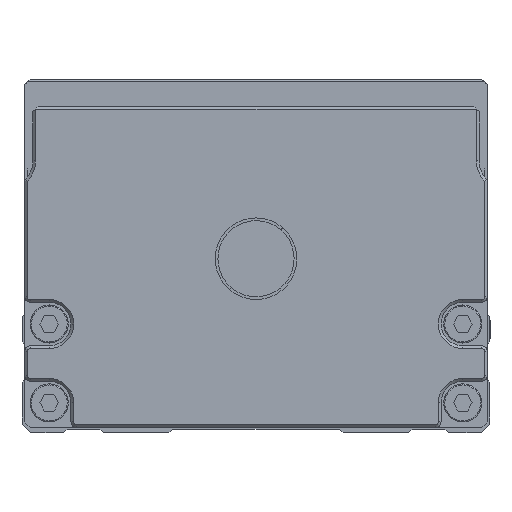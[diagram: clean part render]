
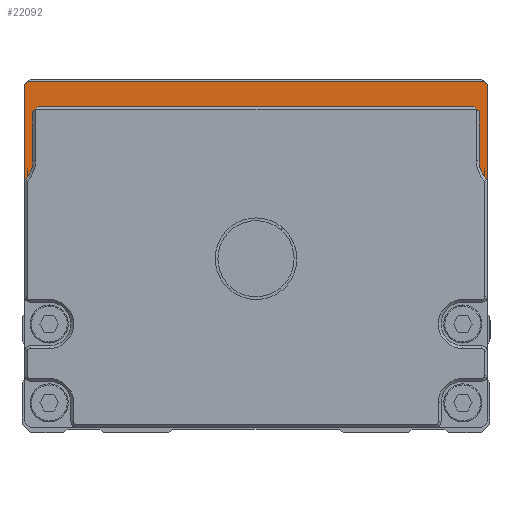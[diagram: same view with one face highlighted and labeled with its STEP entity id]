
A CAD part, left-side view. The second image highlights one B-rep face of the part: STEP entity #22092.
In plain terms, the highlighted planar face has unit normal (-1, 0, 0).
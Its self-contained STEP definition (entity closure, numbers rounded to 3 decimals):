
#882 = VERTEX_POINT ( 'NONE', #17924 ) ;
#1084 = LINE ( 'NONE', #23289, #15843 ) ;
#1220 = CARTESIAN_POINT ( 'NONE',  ( 98.668, 144.098, -108.316 ) ) ;
#1266 = VERTEX_POINT ( 'NONE', #14261 ) ;
#1310 = FACE_OUTER_BOUND ( 'NONE', #13254, .T. ) ;
#1721 = VECTOR ( 'NONE', #25110, 1000. ) ;
#2201 = CARTESIAN_POINT ( 'NONE',  ( 98.668, 144.098, -63.886 ) ) ;
#2244 = CARTESIAN_POINT ( 'NONE',  ( 98.668, 141.598, -50.316 ) ) ;
#2425 = CARTESIAN_POINT ( 'NONE',  ( 98.668, 143.598, -45.816 ) ) ;
#3926 = VERTEX_POINT ( 'NONE', #2244 ) ;
#3988 = CARTESIAN_POINT ( 'NONE',  ( 98.668, 142.598, -51.316 ) ) ;
#4529 = CIRCLE ( 'NONE', #17323, 5. ) ;
#4745 = VERTEX_POINT ( 'NONE', #3988 ) ;
#4952 = DIRECTION ( 'NONE',  ( 0., 0.707, 0.707 ) ) ;
#5361 = CARTESIAN_POINT ( 'NONE',  ( 98.668, 59.098, -46.316 ) ) ;
#5516 = DIRECTION ( 'NONE',  ( -1., 0., 0. ) ) ;
#6037 = VERTEX_POINT ( 'NONE', #21429 ) ;
#7093 = EDGE_CURVE ( 'NONE', #28533, #30037, #1084, .T. ) ;
#8083 = EDGE_CURVE ( 'NONE', #27440, #35380, #26491, .T. ) ;
#8105 = DIRECTION ( 'NONE',  ( 0., -0.707, -0.707 ) ) ;
#8138 = DIRECTION ( 'NONE',  ( -1., 0., 0. ) ) ;
#8382 = CARTESIAN_POINT ( 'NONE',  ( 98.668, 55.598, -60.316 ) ) ;
#8580 = ORIENTED_EDGE ( 'NONE', *, *, #31371, .T. ) ;
#8643 = LINE ( 'NONE', #24628, #13813 ) ;
#8798 = ORIENTED_EDGE ( 'NONE', *, *, #13351, .T. ) ;
#9581 = DIRECTION ( 'NONE',  ( 0., 0., 1. ) ) ;
#9674 = CARTESIAN_POINT ( 'NONE',  ( 98.668, 101.598, -78.316 ) ) ;
#9818 = EDGE_CURVE ( 'NONE', #16119, #13293, #4529, .T. ) ;
#9835 = DIRECTION ( 'NONE',  ( 0., 0., 1. ) ) ;
#10425 = CARTESIAN_POINT ( 'NONE',  ( 98.668, 59.098, -46.316 ) ) ;
#10552 = EDGE_CURVE ( 'NONE', #16119, #28533, #32521, .T. ) ;
#11033 = DIRECTION ( 'NONE',  ( 0., -1., 0. ) ) ;
#11220 = DIRECTION ( 'NONE',  ( 0., -1., 0. ) ) ;
#11234 = LINE ( 'NONE', #24994, #1721 ) ;
#12269 = DIRECTION ( 'NONE',  ( 0., 1., 0. ) ) ;
#12329 = VECTOR ( 'NONE', #25805, 1000. ) ;
#12957 = PLANE ( 'NONE',  #29886 ) ;
#13000 = EDGE_CURVE ( 'NONE', #1266, #882, #22749, .T. ) ;
#13254 = EDGE_LOOP ( 'NONE', ( #8580, #28858, #15325, #21991, #13954, #8798, #19010, #25934, #26317, #13864, #19004, #33816 ) ) ;
#13293 = VERTEX_POINT ( 'NONE', #23263 ) ;
#13351 = EDGE_CURVE ( 'NONE', #4745, #3926, #20941, .T. ) ;
#13702 = CARTESIAN_POINT ( 'NONE',  ( 98.668, 59.598, -45.816 ) ) ;
#13813 = VECTOR ( 'NONE', #8105, 1000. ) ;
#13864 = ORIENTED_EDGE ( 'NONE', *, *, #33803, .T. ) ;
#13954 = ORIENTED_EDGE ( 'NONE', *, *, #24970, .T. ) ;
#14261 = CARTESIAN_POINT ( 'NONE',  ( 98.668, 60.598, -51.316 ) ) ;
#14990 = VECTOR ( 'NONE', #15865, 1000. ) ;
#15177 = EDGE_CURVE ( 'NONE', #3926, #6037, #11234, .T. ) ;
#15325 = ORIENTED_EDGE ( 'NONE', *, *, #10552, .F. ) ;
#15464 = LINE ( 'NONE', #23599, #15920 ) ;
#15843 = VECTOR ( 'NONE', #26069, 1000. ) ;
#15865 = DIRECTION ( 'NONE',  ( 0., 0., -1. ) ) ;
#15920 = VECTOR ( 'NONE', #9835, 1000. ) ;
#16119 = VERTEX_POINT ( 'NONE', #2201 ) ;
#17323 = AXIS2_PLACEMENT_3D ( 'NONE', #33416, #5516, #11220 ) ;
#17679 = EDGE_CURVE ( 'NONE', #6037, #1266, #8643, .T. ) ;
#17924 = CARTESIAN_POINT ( 'NONE',  ( 98.668, 60.598, -60.316 ) ) ;
#19004 = ORIENTED_EDGE ( 'NONE', *, *, #33169, .F. ) ;
#19010 = ORIENTED_EDGE ( 'NONE', *, *, #15177, .T. ) ;
#19568 = LINE ( 'NONE', #26315, #34504 ) ;
#20941 = LINE ( 'NONE', #25910, #12329 ) ;
#21008 = DIRECTION ( 'NONE',  ( 0., -1., 0. ) ) ;
#21429 = CARTESIAN_POINT ( 'NONE',  ( 98.668, 61.598, -50.316 ) ) ;
#21474 = CARTESIAN_POINT ( 'NONE',  ( 98.668, 144.098, -46.316 ) ) ;
#21991 = ORIENTED_EDGE ( 'NONE', *, *, #9818, .T. ) ;
#22092 = ADVANCED_FACE ( 'NONE', ( #1310 ), #12957, .T. ) ;
#22749 = LINE ( 'NONE', #32155, #14990 ) ;
#22848 = CARTESIAN_POINT ( 'NONE',  ( 98.668, 59.098, -63.886 ) ) ;
#23132 = VERTEX_POINT ( 'NONE', #22848 ) ;
#23263 = CARTESIAN_POINT ( 'NONE',  ( 98.668, 142.598, -60.316 ) ) ;
#23289 = CARTESIAN_POINT ( 'NONE',  ( 98.668, 144.098, -46.316 ) ) ;
#23599 = CARTESIAN_POINT ( 'NONE',  ( 98.668, 142.598, -78.316 ) ) ;
#23621 = LINE ( 'NONE', #5361, #28697 ) ;
#24628 = CARTESIAN_POINT ( 'NONE',  ( 98.668, 61.598, -50.316 ) ) ;
#24970 = EDGE_CURVE ( 'NONE', #13293, #4745, #15464, .T. ) ;
#24994 = CARTESIAN_POINT ( 'NONE',  ( 98.668, 101.598, -50.316 ) ) ;
#25110 = DIRECTION ( 'NONE',  ( 0., -1., 0. ) ) ;
#25805 = DIRECTION ( 'NONE',  ( 0., -0.707, 0.707 ) ) ;
#25910 = CARTESIAN_POINT ( 'NONE',  ( 98.668, 142.598, -51.316 ) ) ;
#25934 = ORIENTED_EDGE ( 'NONE', *, *, #17679, .T. ) ;
#26069 = DIRECTION ( 'NONE',  ( 0., -0.707, 0.707 ) ) ;
#26315 = CARTESIAN_POINT ( 'NONE',  ( 98.668, 101.598, -45.816 ) ) ;
#26317 = ORIENTED_EDGE ( 'NONE', *, *, #13000, .T. ) ;
#26491 = LINE ( 'NONE', #10425, #29882 ) ;
#26542 = CIRCLE ( 'NONE', #28394, 5. ) ;
#27440 = VERTEX_POINT ( 'NONE', #29794 ) ;
#28394 = AXIS2_PLACEMENT_3D ( 'NONE', #8382, #8138, #11033 ) ;
#28533 = VERTEX_POINT ( 'NONE', #21474 ) ;
#28671 = VECTOR ( 'NONE', #9581, 1000. ) ;
#28697 = VECTOR ( 'NONE', #32676, 1000. ) ;
#28858 = ORIENTED_EDGE ( 'NONE', *, *, #7093, .F. ) ;
#29794 = CARTESIAN_POINT ( 'NONE',  ( 98.668, 59.098, -46.316 ) ) ;
#29882 = VECTOR ( 'NONE', #4952, 1000. ) ;
#29886 = AXIS2_PLACEMENT_3D ( 'NONE', #9674, #34255, #21008 ) ;
#30037 = VERTEX_POINT ( 'NONE', #2425 ) ;
#31371 = EDGE_CURVE ( 'NONE', #35380, #30037, #19568, .T. ) ;
#32155 = CARTESIAN_POINT ( 'NONE',  ( 98.668, 60.598, -78.316 ) ) ;
#32521 = LINE ( 'NONE', #1220, #28671 ) ;
#32676 = DIRECTION ( 'NONE',  ( 0., 0., -1. ) ) ;
#33169 = EDGE_CURVE ( 'NONE', #27440, #23132, #23621, .T. ) ;
#33416 = CARTESIAN_POINT ( 'NONE',  ( 98.668, 147.598, -60.316 ) ) ;
#33803 = EDGE_CURVE ( 'NONE', #882, #23132, #26542, .T. ) ;
#33816 = ORIENTED_EDGE ( 'NONE', *, *, #8083, .T. ) ;
#34255 = DIRECTION ( 'NONE',  ( -1., 0., 0. ) ) ;
#34504 = VECTOR ( 'NONE', #12269, 1000. ) ;
#35380 = VERTEX_POINT ( 'NONE', #13702 ) ;
